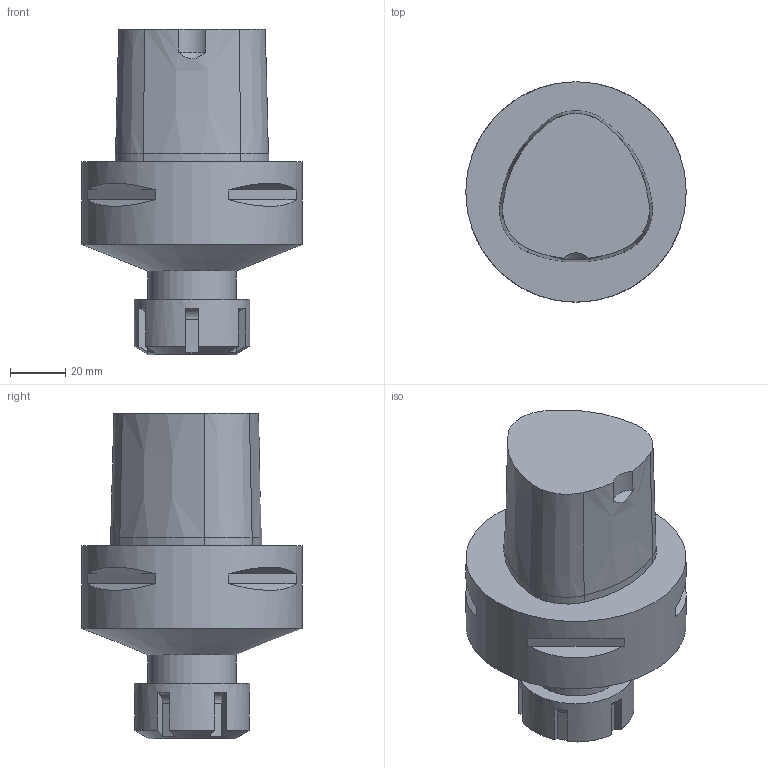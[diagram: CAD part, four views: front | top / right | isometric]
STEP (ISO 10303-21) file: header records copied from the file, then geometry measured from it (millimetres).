
FILE_DESCRIPTION(/* description */ (''),/* implementation_level */ '2;1');
FILE_NAME(/* name */ '1493026740165.stp',/* time_stamp */ '2017-04-24T11:39:09+02:00',/* author */ (''),/* organization */ ('SMS'),/* preprocessor_version */ 'ST-DEVELOPER v15',/* originating_system */ 'SIEMENS PLM Software NX 8.5',/* authorisation */ '');
FILE_SCHEMA (('AUTOMOTIVE_DESIGN { 1 0 10303 214 3 1 1 1 }'));
Length unit declared in the file: millimetre
Products named in the file (1): C8-391.14-25070-636201115242361728-1
Bounding box: 80 x 80 x 118 mm (x, y, z)
Volume: 308406.9 mm3; surface area: 33226.6 mm2
Topology: 1 solids, 1 shells, 61 faces, 160 edges, 111 vertices
Faces by surface type: plane 35, cylinder 17, cone 9
Full cylindrical faces by diameter (mm): 16 x1, 32 x1, 42 x1, 80 x1
Entity records: 1928 total; most frequent: CARTESIAN_POINT 426, ORIENTED_EDGE 304, DIRECTION 300, EDGE_CURVE 152, AXIS2_PLACEMENT_3D 121, VERTEX_POINT 106, EDGE_LOOP 74, ADVANCED_FACE 61
